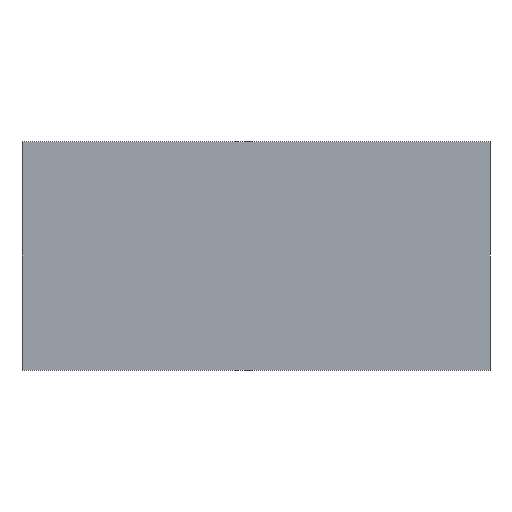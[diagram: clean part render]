
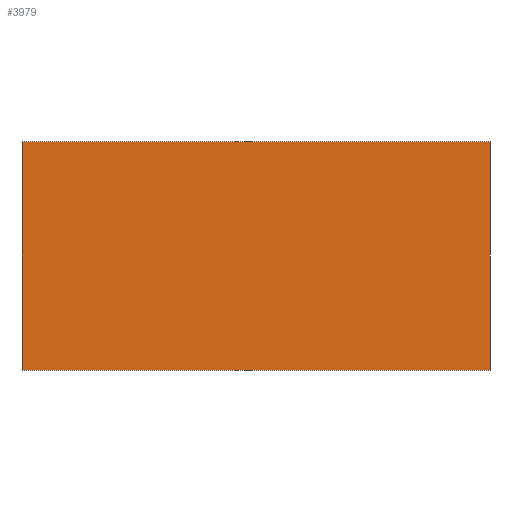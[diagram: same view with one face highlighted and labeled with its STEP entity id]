
A CAD part, front view. The second image highlights one B-rep face of the part: STEP entity #3979.
In plain terms, the highlighted planar face has unit normal (0, -1, 0).
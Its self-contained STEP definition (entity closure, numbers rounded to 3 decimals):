
#229 = CARTESIAN_POINT ( 'NONE',  ( 21.6, 0., -10.55 ) ) ;
#291 = VECTOR ( 'NONE', #8527, 1000. ) ;
#790 = DIRECTION ( 'NONE',  ( -1., 0., 0. ) ) ;
#907 = EDGE_CURVE ( 'NONE', #3990, #8763, #7626, .T. ) ;
#1049 = FACE_OUTER_BOUND ( 'NONE', #8697, .T. ) ;
#1695 = EDGE_CURVE ( 'NONE', #2066, #3990, #3817, .T. ) ;
#1905 = EDGE_CURVE ( 'NONE', #8763, #8659, #3692, .T. ) ;
#2066 = VERTEX_POINT ( 'NONE', #5662 ) ;
#2114 = CARTESIAN_POINT ( 'NONE',  ( -21.6, 0., 10.55 ) ) ;
#2320 = CARTESIAN_POINT ( 'NONE',  ( 0., 0., 0. ) ) ;
#2385 = DIRECTION ( 'NONE',  ( 0., 0., 1. ) ) ;
#2746 = PLANE ( 'NONE',  #4511 ) ;
#3354 = CARTESIAN_POINT ( 'NONE',  ( -21.6, 0., -10.55 ) ) ;
#3403 = ORIENTED_EDGE ( 'NONE', *, *, #1905, .F. ) ;
#3692 = LINE ( 'NONE', #3354, #291 ) ;
#3817 = LINE ( 'NONE', #229, #5885 ) ;
#3977 = DIRECTION ( 'NONE',  ( 0., 0., -1. ) ) ;
#3979 = ADVANCED_FACE ( 'NONE', ( #1049 ), #2746, .F. ) ;
#3990 = VERTEX_POINT ( 'NONE', #9547 ) ;
#4511 = AXIS2_PLACEMENT_3D ( 'NONE', #2320, #6860, #2385 ) ;
#4762 = CARTESIAN_POINT ( 'NONE',  ( -21.6, 0., 10.55 ) ) ;
#4831 = ORIENTED_EDGE ( 'NONE', *, *, #907, .F. ) ;
#5567 = LINE ( 'NONE', #4762, #7084 ) ;
#5662 = CARTESIAN_POINT ( 'NONE',  ( 21.6, 0., 10.55 ) ) ;
#5885 = VECTOR ( 'NONE', #3977, 1000. ) ;
#6364 = ORIENTED_EDGE ( 'NONE', *, *, #7516, .F. ) ;
#6530 = CARTESIAN_POINT ( 'NONE',  ( -21.6, 0., -10.55 ) ) ;
#6860 = DIRECTION ( 'NONE',  ( 0., 1., 0. ) ) ;
#7084 = VECTOR ( 'NONE', #8583, 1000. ) ;
#7336 = CARTESIAN_POINT ( 'NONE',  ( -21.6, 0., -10.55 ) ) ;
#7516 = EDGE_CURVE ( 'NONE', #8659, #2066, #5567, .T. ) ;
#7626 = LINE ( 'NONE', #7336, #7863 ) ;
#7811 = ORIENTED_EDGE ( 'NONE', *, *, #1695, .F. ) ;
#7863 = VECTOR ( 'NONE', #790, 1000. ) ;
#8527 = DIRECTION ( 'NONE',  ( 0., 0., 1. ) ) ;
#8583 = DIRECTION ( 'NONE',  ( 1., 0., 0. ) ) ;
#8659 = VERTEX_POINT ( 'NONE', #2114 ) ;
#8697 = EDGE_LOOP ( 'NONE', ( #7811, #6364, #3403, #4831 ) ) ;
#8763 = VERTEX_POINT ( 'NONE', #6530 ) ;
#9547 = CARTESIAN_POINT ( 'NONE',  ( 21.6, 0., -10.55 ) ) ;
